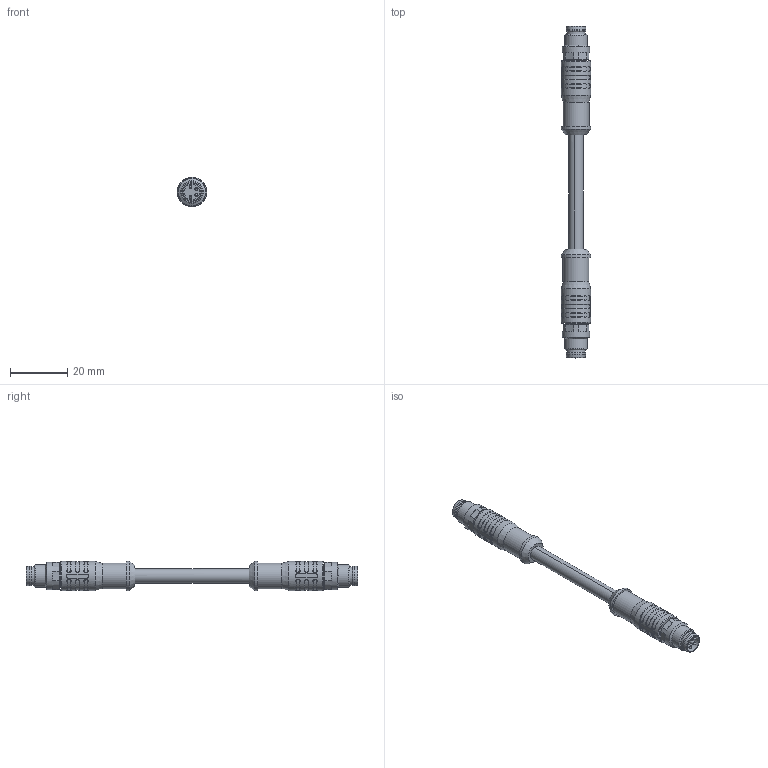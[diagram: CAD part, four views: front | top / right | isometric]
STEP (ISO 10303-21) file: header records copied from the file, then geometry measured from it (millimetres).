
FILE_DESCRIPTION(/* description */ (''),/* implementation_level */ '2;1');
FILE_NAME(/* name */ 'RA-SSPS4-m-RA-SSPS4.stp',/* time_stamp */ '2021-06-11T10:06:55+02:00',/* author */ ('ESCHA GmbH & Co. KG'),/* organization */ ('ESCHA GmbH & Co. KG'),/* preprocessor_version */ 'ST-DEVELOPER v16',/* originating_system */ 'SIEMENS PLM Software NX 10.0',/* authorisation */ '');
FILE_SCHEMA (('AUTOMOTIVE_DESIGN { 1 0 10303 214 3 1 1 1 }'));
Length unit declared in the file: millimetre
Products named in the file (1): RA-SSPS4-m_stp
Bounding box: 10.32 x 116.4 x 10.3 mm (x, y, z)
Volume: 5722.2 mm3; surface area: 3600.1 mm2
Topology: 1 solids, 1 shells, 272 faces, 616 edges, 372 vertices
Faces by surface type: cylinder 80, plane 58, torus 54, bspline 48, cone 24, sphere 8
Full cylindrical faces by diameter (mm): 1 x8, 5.8 x2, 6.5 x4, 6.9 x2, 8 x2, 9.1 x2, 9.6 x2, 10.3 x4
Entity records: 8838 total; most frequent: CARTESIAN_POINT 3357, DIRECTION 1140, ORIENTED_EDGE 1072, EDGE_CURVE 536, AXIS2_PLACEMENT_3D 517, EDGE_LOOP 352, VERTEX_POINT 346, CIRCLE 292
